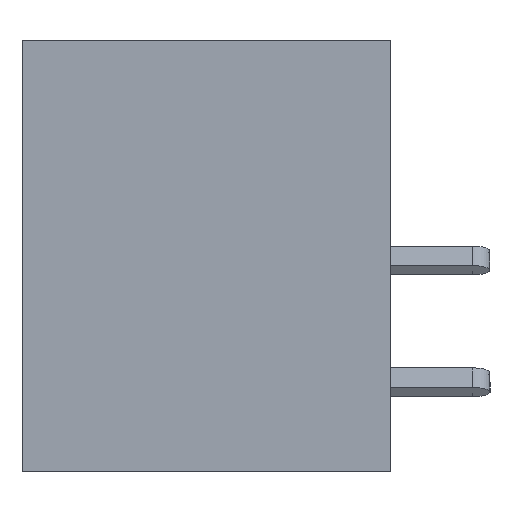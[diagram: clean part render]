
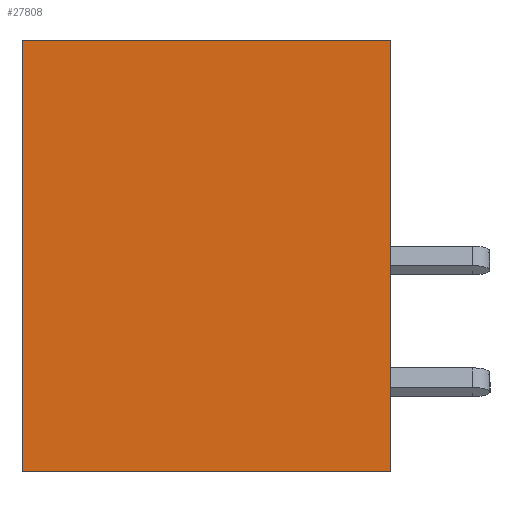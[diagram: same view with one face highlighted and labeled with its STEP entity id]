
A CAD part, left-side view. The second image highlights one B-rep face of the part: STEP entity #27808.
In plain terms, the highlighted planar face has unit normal (-1, 0, 0).
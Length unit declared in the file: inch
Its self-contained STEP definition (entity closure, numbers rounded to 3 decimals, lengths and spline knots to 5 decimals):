
#338 = CARTESIAN_POINT ( 'NONE',  ( 0., 0.453, 0. ) ) ;
#719 = AXIS2_PLACEMENT_3D ( 'NONE', #11578, #7227, #27104 ) ;
#1091 = ORIENTED_EDGE ( 'NONE', *, *, #17212, .F. ) ;
#1116 = VECTOR ( 'NONE', #22074, 39.37008 ) ;
#1804 = VERTEX_POINT ( 'NONE', #7436 ) ;
#1951 = LINE ( 'NONE', #338, #24833 ) ;
#2683 = ORIENTED_EDGE ( 'NONE', *, *, #10668, .T. ) ;
#3710 = EDGE_CURVE ( 'NONE', #1804, #14509, #20028, .T. ) ;
#5090 = PLANE ( 'NONE',  #719 ) ;
#5915 = ORIENTED_EDGE ( 'NONE', *, *, #3710, .F. ) ;
#7227 = DIRECTION ( 'NONE',  ( 1., 0., 0. ) ) ;
#7436 = CARTESIAN_POINT ( 'NONE',  ( 0., 0.453, -0.531 ) ) ;
#8234 = VECTOR ( 'NONE', #28655, 39.37008 ) ;
#9356 = DIRECTION ( 'NONE',  ( 0., -1., 0. ) ) ;
#10668 = EDGE_CURVE ( 'NONE', #1804, #25478, #24443, .T. ) ;
#11578 = CARTESIAN_POINT ( 'NONE',  ( 0., 0.453, 0. ) ) ;
#13186 = DIRECTION ( 'NONE',  ( 0., -1., 0. ) ) ;
#14509 = VERTEX_POINT ( 'NONE', #24575 ) ;
#15301 = VERTEX_POINT ( 'NONE', #24859 ) ;
#15350 = CARTESIAN_POINT ( 'NONE',  ( 0., 0., -0.531 ) ) ;
#15501 = CARTESIAN_POINT ( 'NONE',  ( 0., 0., 0. ) ) ;
#17212 = EDGE_CURVE ( 'NONE', #14509, #15301, #1951, .T. ) ;
#19915 = VECTOR ( 'NONE', #13186, 39.37008 ) ;
#20028 = LINE ( 'NONE', #21668, #8234 ) ;
#20823 = EDGE_LOOP ( 'NONE', ( #25862, #1091, #5915, #2683 ) ) ;
#21362 = FACE_OUTER_BOUND ( 'NONE', #20823, .T. ) ;
#21668 = CARTESIAN_POINT ( 'NONE',  ( 0., 0.453, 0. ) ) ;
#22029 = CARTESIAN_POINT ( 'NONE',  ( 0., 0.453, -0.531 ) ) ;
#22074 = DIRECTION ( 'NONE',  ( 0., 0., 1. ) ) ;
#24443 = LINE ( 'NONE', #22029, #19915 ) ;
#24575 = CARTESIAN_POINT ( 'NONE',  ( 0., 0.453, 0. ) ) ;
#24772 = EDGE_CURVE ( 'NONE', #25478, #15301, #26463, .T. ) ;
#24833 = VECTOR ( 'NONE', #9356, 39.37008 ) ;
#24859 = CARTESIAN_POINT ( 'NONE',  ( 0., 0., 0. ) ) ;
#25478 = VERTEX_POINT ( 'NONE', #15350 ) ;
#25862 = ORIENTED_EDGE ( 'NONE', *, *, #24772, .T. ) ;
#26463 = LINE ( 'NONE', #15501, #1116 ) ;
#27104 = DIRECTION ( 'NONE',  ( 0., 0., -1. ) ) ;
#27808 = ADVANCED_FACE ( 'NONE', ( #21362 ), #5090, .F. ) ;
#28655 = DIRECTION ( 'NONE',  ( 0., 0., 1. ) ) ;
